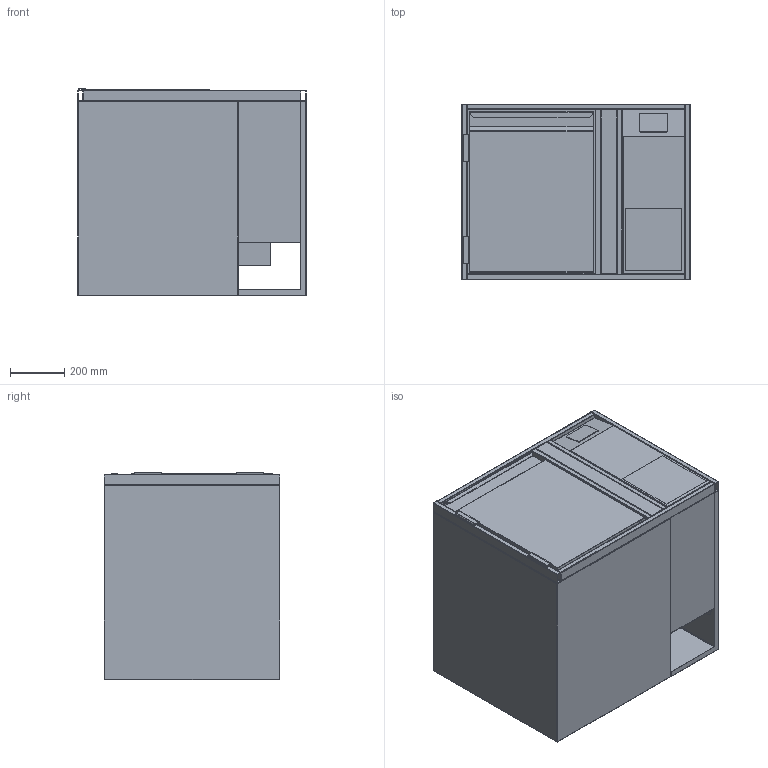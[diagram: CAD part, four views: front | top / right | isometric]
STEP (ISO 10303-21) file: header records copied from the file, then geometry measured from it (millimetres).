
FILE_DESCRIPTION (( 'STEP AP203' ), '1' );
FILE_NAME ('G-BKE-1-65-R-1T.step', '2024-02-26T13:37:31', ( '' ), ( '' ), 'SwSTEP 2.0', 'SolidWorks 2023', '' );
FILE_SCHEMA (( 'CONFIG_CONTROL_DESIGN' ));
Length unit declared in the file: millimetre
Products named in the file (8): 20-03-43331_G-KT-Auflage-475-760-ohne-Rost; 20-03-43319_G-BK-Einbauelement-Tür-475-760-650-L; 18-06-35404_TUER-460-595-L; 21-01-47565_G-KT-FRR-650-845--595B-1SV60-250; 20-03-43318_G-KT-Rahmen-Tür-475-650; 24-02-55011_G-KT-Fach-S-R-250-760-650; G-BKE-1-65-R-1T; 24-02-55012_G-KT-Korpus-595-760-650-R
Assembly tree (11 placements, depth 3):
  G-BKE-1-65-R-1T
    24-02-55012_G-KT-Korpus-595-760-650-R
    21-01-47565_G-KT-FRR-650-845--595B-1SV60-250
    24-02-55011_G-KT-Fach-S-R-250-760-650
    20-03-43319_G-BK-Einbauelement-Tür-475-760-650-L
      20-03-43318_G-KT-Rahmen-Tür-475-650
      18-06-35404_TUER-460-595-L
      20-03-43331_G-KT-Auflage-475-760-ohne-Rost  x5
Bounding box: 846 x 650 x 767.5 mm (x, y, z)
Volume: 105940592.5 mm3; surface area: 9780102.9 mm2
Topology: 24 solids, 24 shells, 623 faces, 1499 edges, 914 vertices
Faces by surface type: plane 371, cylinder 207, sphere 22, torus 16, bspline 7
Entity records: 15597 total; most frequent: CARTESIAN_POINT 2800, DIRECTION 2510, ORIENTED_EDGE 2414, EDGE_CURVE 1207, AXIS2_PLACEMENT_3D 846, VECTOR 818, LINE 818, VERTEX_POINT 754
